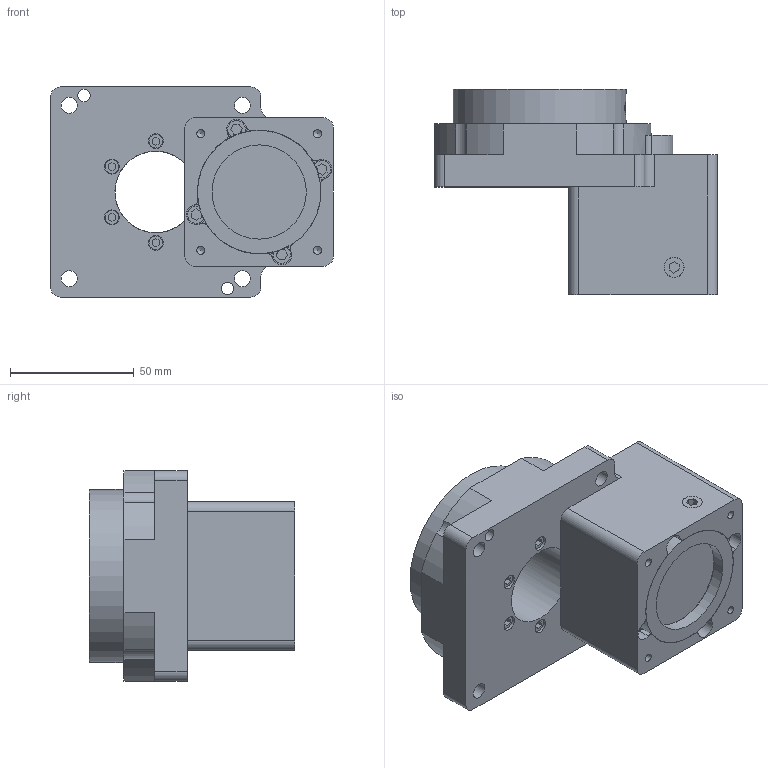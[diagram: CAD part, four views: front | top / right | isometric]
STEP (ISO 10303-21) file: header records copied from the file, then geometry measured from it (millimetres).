
FILE_DESCRIPTION(/* description */ ('STEP AP203'),/* implementation_level */ '2;1');
FILE_NAME(/* name */ 'D-00005840.stp',/* time_stamp */ '2024-05-13T10:37:53+02:00',/* author */ ('ivan.kolev'),/* organization */ (''),/* preprocessor_version */ 'ST-DEVELOPER v18.1',/* originating_system */ 'Autodesk Inventor 2021',/* authorisation */ '');
FILE_SCHEMA (('AUTOMOTIVE_DESIGN { 1 0 10303 214 3 1 1 }'));
Length unit declared in the file: millimetre
Products named in the file (1): 上海固佐 ZTN085-10(6.35-38.1-47.14-47.1
4)
Bounding box: 114.3 x 83 x 85 mm (x, y, z)
Volume: 349787.1 mm3; surface area: 56417.1 mm2
Topology: 1 solids, 10 shells, 283 faces, 684 edges, 444 vertices
Faces by surface type: plane 167, cylinder 100, cone 16
Full cylindrical faces by diameter (mm): 2.05 x6, 3.3 x10, 3.5 x6, 4 x2, 5 x2, 5.5 x6, 6 x6, 6.5 x4, 7 x4, 8 x6, 8.1 x2, 30 x1, 33 x1, 38.1 x1, 39 x1, 40 x1, 44 x1, 49.9 x1, 52 x1, 70 x1, 80 x1
Entity records: 8365 total; most frequent: CARTESIAN_POINT 1504, DIRECTION 1480, ORIENTED_EDGE 1336, EDGE_CURVE 668, AXIS2_PLACEMENT_3D 540, VERTEX_POINT 444, LINE 400, VECTOR 400
